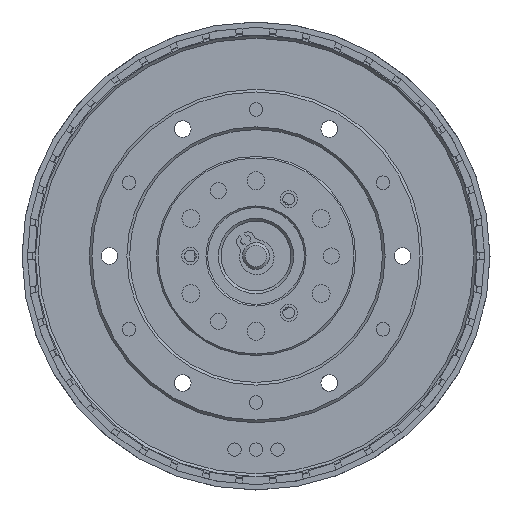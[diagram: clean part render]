
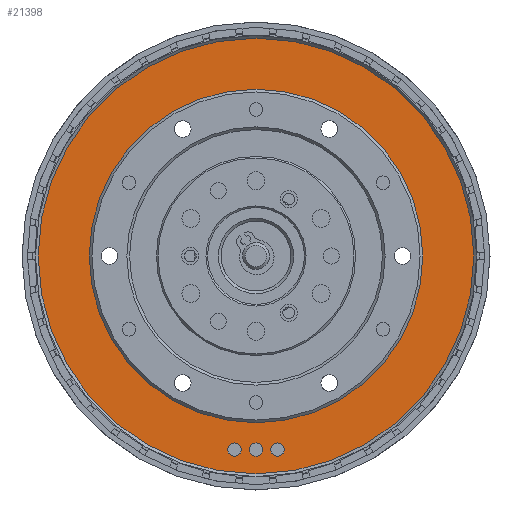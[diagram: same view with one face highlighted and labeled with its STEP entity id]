
A CAD part, front view. The second image highlights one B-rep face of the part: STEP entity #21398.
In plain terms, the highlighted planar face has unit normal (0, -1, 0).
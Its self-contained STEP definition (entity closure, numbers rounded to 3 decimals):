
#1640 = CARTESIAN_POINT ( 'NONE',  ( 0., 0., 0. ) ) ;
#1902 = DIRECTION ( 'NONE',  ( 0., 0., 1. ) ) ;
#1948 = CIRCLE ( 'NONE', #13859, 1.25 ) ;
#1980 = CARTESIAN_POINT ( 'NONE',  ( 0., 0., 0. ) ) ;
#2005 = FACE_BOUND ( 'NONE', #4604, .T. ) ;
#2103 = DIRECTION ( 'NONE',  ( 0., 0., 1. ) ) ;
#2472 = CARTESIAN_POINT ( 'NONE',  ( 0., 0., -34.75 ) ) ;
#2773 = CIRCLE ( 'NONE', #18818, 1.25 ) ;
#3170 = DIRECTION ( 'NONE',  ( 0., -1., 0. ) ) ;
#3398 = AXIS2_PLACEMENT_3D ( 'NONE', #1980, #3467, #16293 ) ;
#3467 = DIRECTION ( 'NONE',  ( 0., 1., 0. ) ) ;
#3982 = AXIS2_PLACEMENT_3D ( 'NONE', #1640, #6968, #4188 ) ;
#4188 = DIRECTION ( 'NONE',  ( 0., 0., 1. ) ) ;
#4239 = CARTESIAN_POINT ( 'NONE',  ( -4., 0., -34.75 ) ) ;
#4604 = EDGE_LOOP ( 'NONE', ( #12093 ) ) ;
#4677 = DIRECTION ( 'NONE',  ( 0., 0., 1. ) ) ;
#4945 = FACE_OUTER_BOUND ( 'NONE', #17408, .T. ) ;
#5090 = CIRCLE ( 'NONE', #3982, 29.25 ) ;
#5775 = DIRECTION ( 'NONE',  ( 0., -1., 0. ) ) ;
#6628 = CIRCLE ( 'NONE', #20775, 1.25 ) ;
#6804 = FACE_BOUND ( 'NONE', #15664, .T. ) ;
#6968 = DIRECTION ( 'NONE',  ( 0., 1., 0. ) ) ;
#6989 = ORIENTED_EDGE ( 'NONE', *, *, #19214, .F. ) ;
#7340 = FACE_BOUND ( 'NONE', #13333, .T. ) ;
#8877 = CARTESIAN_POINT ( 'NONE',  ( 4., 0., -36. ) ) ;
#9108 = FACE_BOUND ( 'NONE', #12111, .T. ) ;
#9334 = CARTESIAN_POINT ( 'NONE',  ( 0., 0., 0. ) ) ;
#9584 = VERTEX_POINT ( 'NONE', #20420 ) ;
#10020 = AXIS2_PLACEMENT_3D ( 'NONE', #9334, #16436, #2103 ) ;
#12093 = ORIENTED_EDGE ( 'NONE', *, *, #22497, .F. ) ;
#12111 = EDGE_LOOP ( 'NONE', ( #20844 ) ) ;
#12874 = DIRECTION ( 'NONE',  ( 0., 0., 1. ) ) ;
#13333 = EDGE_LOOP ( 'NONE', ( #19731 ) ) ;
#13438 = VERTEX_POINT ( 'NONE', #2472 ) ;
#13459 = CIRCLE ( 'NONE', #3398, 40.5 ) ;
#13859 = AXIS2_PLACEMENT_3D ( 'NONE', #8877, #20990, #1902 ) ;
#14329 = VERTEX_POINT ( 'NONE', #20752 ) ;
#14639 = CARTESIAN_POINT ( 'NONE',  ( 0., 0., -36. ) ) ;
#15237 = EDGE_CURVE ( 'NONE', #21611, #21611, #13459, .T. ) ;
#15664 = EDGE_LOOP ( 'NONE', ( #6989 ) ) ;
#16293 = DIRECTION ( 'NONE',  ( 0., 0., 1. ) ) ;
#16436 = DIRECTION ( 'NONE',  ( 0., 1., 0. ) ) ;
#17323 = EDGE_CURVE ( 'NONE', #20311, #20311, #2773, .T. ) ;
#17408 = EDGE_LOOP ( 'NONE', ( #19532 ) ) ;
#18802 = EDGE_CURVE ( 'NONE', #9584, #9584, #5090, .T. ) ;
#18818 = AXIS2_PLACEMENT_3D ( 'NONE', #19161, #3170, #4677 ) ;
#19161 = CARTESIAN_POINT ( 'NONE',  ( -4., 0., -36. ) ) ;
#19214 = EDGE_CURVE ( 'NONE', #13438, #13438, #6628, .T. ) ;
#19532 = ORIENTED_EDGE ( 'NONE', *, *, #15237, .F. ) ;
#19636 = CARTESIAN_POINT ( 'NONE',  ( 0., 0., 40.5 ) ) ;
#19731 = ORIENTED_EDGE ( 'NONE', *, *, #17323, .F. ) ;
#20311 = VERTEX_POINT ( 'NONE', #4239 ) ;
#20420 = CARTESIAN_POINT ( 'NONE',  ( 0., 0., 29.25 ) ) ;
#20752 = CARTESIAN_POINT ( 'NONE',  ( 4., 0., -34.75 ) ) ;
#20775 = AXIS2_PLACEMENT_3D ( 'NONE', #14639, #5775, #12874 ) ;
#20844 = ORIENTED_EDGE ( 'NONE', *, *, #18802, .T. ) ;
#20990 = DIRECTION ( 'NONE',  ( 0., -1., 0. ) ) ;
#21398 = ADVANCED_FACE ( 'NONE', ( #7340, #2005, #6804, #4945, #9108 ), #21440, .F. ) ;
#21440 = PLANE ( 'NONE',  #10020 ) ;
#21611 = VERTEX_POINT ( 'NONE', #19636 ) ;
#22497 = EDGE_CURVE ( 'NONE', #14329, #14329, #1948, .T. ) ;
